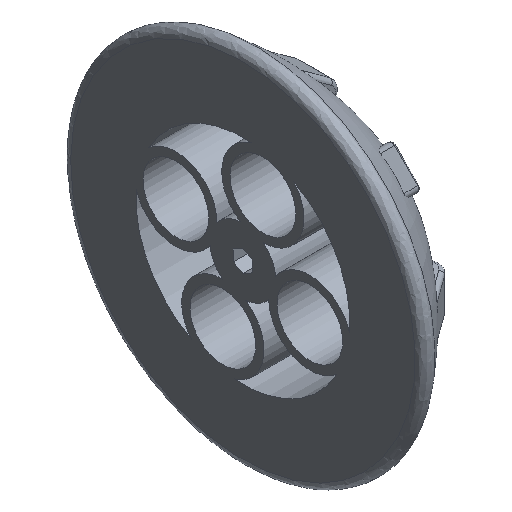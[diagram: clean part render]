
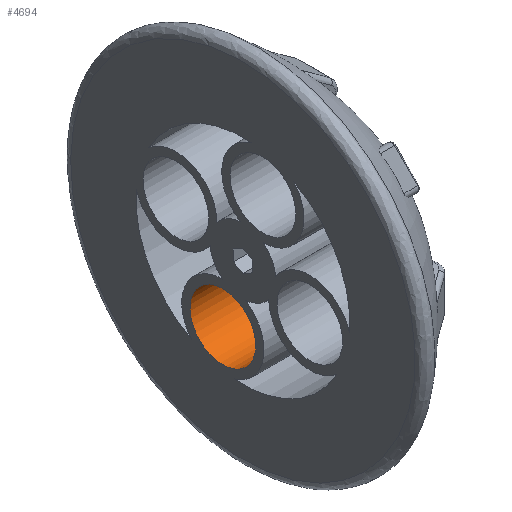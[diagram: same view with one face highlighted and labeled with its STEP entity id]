
A CAD part, isometric view. The second image highlights one B-rep face of the part: STEP entity #4694.
In plain terms, the highlighted cylindrical face has radius 4 mm (diameter 8 mm), a full revolution.
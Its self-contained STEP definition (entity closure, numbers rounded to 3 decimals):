
#2144 = EDGE_CURVE('',#2145,#2145,#2147,.T.);
#2145 = VERTEX_POINT('',#2146);
#2146 = CARTESIAN_POINT('',(37.842,5.195,
    -20.838));
#2147 = CIRCLE('',#2148,4.);
#2148 = AXIS2_PLACEMENT_3D('',#2149,#2150,#2151);
#2149 = CARTESIAN_POINT('',(37.842,2.367,
    -23.666));
#2150 = DIRECTION('',(1.,0.,0.));
#2151 = DIRECTION('',(0.,0.707,0.707));
#4694 = ADVANCED_FACE('',(#4695),#4714,.F.);
#4695 = FACE_BOUND('',#4696,.F.);
#4696 = EDGE_LOOP('',(#4697,#4698,#4706,#4713));
#4697 = ORIENTED_EDGE('',*,*,#2144,.F.);
#4698 = ORIENTED_EDGE('',*,*,#4699,.T.);
#4699 = EDGE_CURVE('',#2145,#4700,#4702,.T.);
#4700 = VERTEX_POINT('',#4701);
#4701 = CARTESIAN_POINT('',(28.842,5.195,
    -20.838));
#4702 = LINE('',#4703,#4704);
#4703 = CARTESIAN_POINT('',(37.842,5.195,
    -20.838));
#4704 = VECTOR('',#4705,1.);
#4705 = DIRECTION('',(-1.,0.,0.));
#4706 = ORIENTED_EDGE('',*,*,#4707,.T.);
#4707 = EDGE_CURVE('',#4700,#4700,#4708,.T.);
#4708 = CIRCLE('',#4709,4.);
#4709 = AXIS2_PLACEMENT_3D('',#4710,#4711,#4712);
#4710 = CARTESIAN_POINT('',(28.842,2.367,
    -23.666));
#4711 = DIRECTION('',(1.,0.,0.));
#4712 = DIRECTION('',(0.,0.707,0.707));
#4713 = ORIENTED_EDGE('',*,*,#4699,.F.);
#4714 = CYLINDRICAL_SURFACE('',#4715,4.);
#4715 = AXIS2_PLACEMENT_3D('',#4716,#4717,#4718);
#4716 = CARTESIAN_POINT('',(37.842,2.367,
    -23.666));
#4717 = DIRECTION('',(1.,0.,0.));
#4718 = DIRECTION('',(0.,0.707,0.707));
